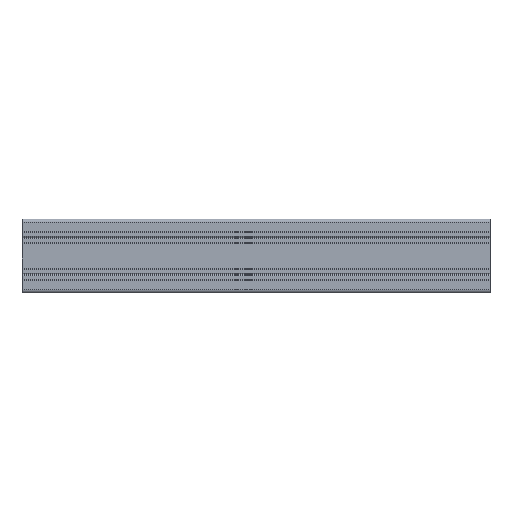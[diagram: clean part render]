
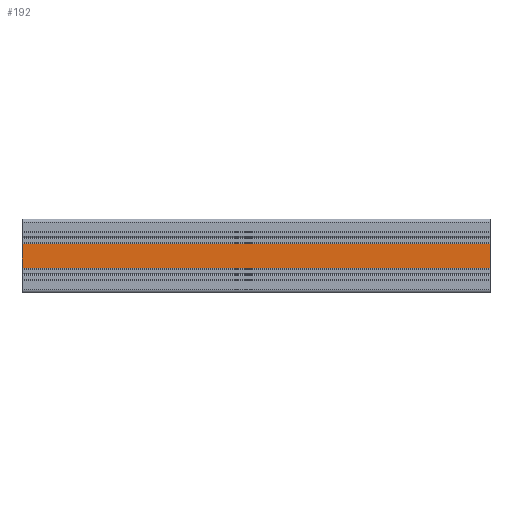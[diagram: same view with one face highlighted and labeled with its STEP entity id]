
A CAD part, top view. The second image highlights one B-rep face of the part: STEP entity #192.
In plain terms, the highlighted planar face has unit normal (0, 0, 1).
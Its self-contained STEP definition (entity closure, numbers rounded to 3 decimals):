
#192 = ADVANCED_FACE ( 'NONE', ( #4300 ), #432, .F. ) ;
#432 = PLANE ( 'NONE',  #2078 ) ;
#732 = EDGE_CURVE ( 'NONE', #2998, #6130, #3376, .T. ) ;
#837 = CARTESIAN_POINT ( 'NONE',  ( 380., 9.9, 15. ) ) ;
#1255 = CARTESIAN_POINT ( 'NONE',  ( 380., 9.9, 15. ) ) ;
#1274 = LINE ( 'NONE', #837, #5567 ) ;
#1403 = DIRECTION ( 'NONE',  ( -1., 0., 0. ) ) ;
#1476 = VERTEX_POINT ( 'NONE', #3427 ) ;
#1482 = LINE ( 'NONE', #5762, #2926 ) ;
#1664 = VECTOR ( 'NONE', #5999, 1000. ) ;
#1874 = DIRECTION ( 'NONE',  ( 0., 0., -1. ) ) ;
#1897 = CARTESIAN_POINT ( 'NONE',  ( 380., -9.9, 15. ) ) ;
#2078 = AXIS2_PLACEMENT_3D ( 'NONE', #2339, #1874, #5713 ) ;
#2225 = CARTESIAN_POINT ( 'NONE',  ( 380., -9.9, 15. ) ) ;
#2339 = CARTESIAN_POINT ( 'NONE',  ( 380., 9.9, 15. ) ) ;
#2584 = VERTEX_POINT ( 'NONE', #2586 ) ;
#2586 = CARTESIAN_POINT ( 'NONE',  ( 380., 9.9, 15. ) ) ;
#2645 = ORIENTED_EDGE ( 'NONE', *, *, #5051, .T. ) ;
#2926 = VECTOR ( 'NONE', #5259, 1000. ) ;
#2998 = VERTEX_POINT ( 'NONE', #2225 ) ;
#3208 = EDGE_LOOP ( 'NONE', ( #3821, #5063, #3717, #2645 ) ) ;
#3376 = LINE ( 'NONE', #1897, #5808 ) ;
#3427 = CARTESIAN_POINT ( 'NONE',  ( 0., 9.9, 15. ) ) ;
#3717 = ORIENTED_EDGE ( 'NONE', *, *, #4658, .F. ) ;
#3821 = ORIENTED_EDGE ( 'NONE', *, *, #5581, .T. ) ;
#4186 = LINE ( 'NONE', #1255, #1664 ) ;
#4300 = FACE_OUTER_BOUND ( 'NONE', #3208, .T. ) ;
#4658 = EDGE_CURVE ( 'NONE', #2584, #2998, #4186, .T. ) ;
#4886 = DIRECTION ( 'NONE',  ( -1., 0., 0. ) ) ;
#5051 = EDGE_CURVE ( 'NONE', #2584, #1476, #1274, .T. ) ;
#5063 = ORIENTED_EDGE ( 'NONE', *, *, #732, .F. ) ;
#5259 = DIRECTION ( 'NONE',  ( 0., -1., 0. ) ) ;
#5471 = CARTESIAN_POINT ( 'NONE',  ( 0., -9.9, 15. ) ) ;
#5567 = VECTOR ( 'NONE', #1403, 1000. ) ;
#5581 = EDGE_CURVE ( 'NONE', #1476, #6130, #1482, .T. ) ;
#5713 = DIRECTION ( 'NONE',  ( -1., 0., 0. ) ) ;
#5762 = CARTESIAN_POINT ( 'NONE',  ( 0., 9.9, 15. ) ) ;
#5808 = VECTOR ( 'NONE', #4886, 1000. ) ;
#5999 = DIRECTION ( 'NONE',  ( 0., -1., 0. ) ) ;
#6130 = VERTEX_POINT ( 'NONE', #5471 ) ;
